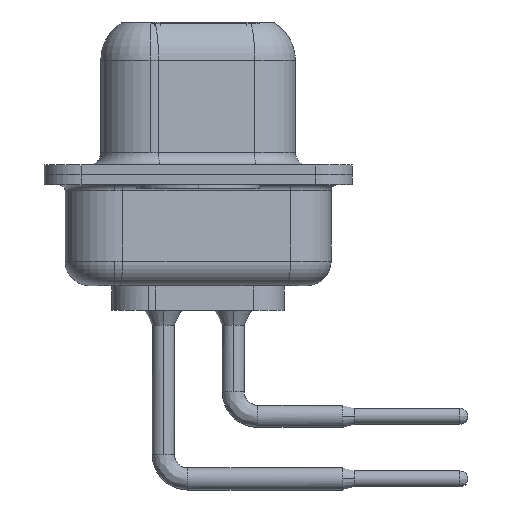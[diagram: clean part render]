
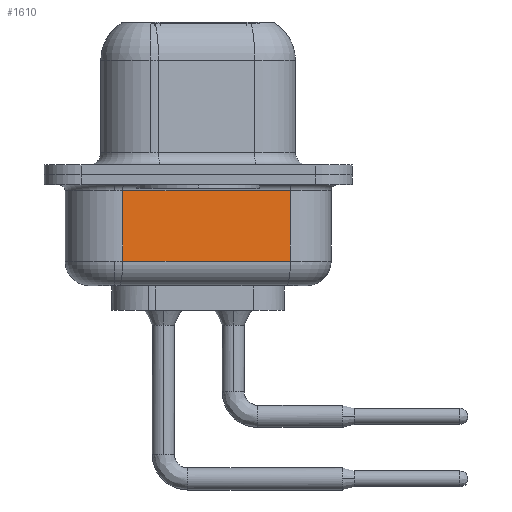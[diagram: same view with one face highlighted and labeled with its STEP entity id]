
A CAD part, left-side view. The second image highlights one B-rep face of the part: STEP entity #1610.
In plain terms, the highlighted planar face has unit normal (-0.985, -0.174, 0).
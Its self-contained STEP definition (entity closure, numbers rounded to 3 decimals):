
#242 = DIRECTION ( 'NONE',  ( -0.174, 0.985, 0. ) ) ;
#1472 = VECTOR ( 'NONE', #3710, 1000. ) ;
#1508 = VERTEX_POINT ( 'NONE', #11721 ) ;
#1610 = ADVANCED_FACE ( 'NONE', ( #7306 ), #2044, .F. ) ;
#1934 = EDGE_CURVE ( 'NONE', #7884, #1508, #8652, .T. ) ;
#2044 = PLANE ( 'NONE',  #3435 ) ;
#2124 = CARTESIAN_POINT ( 'NONE',  ( 2.88, 3.053, -4.5 ) ) ;
#3435 = AXIS2_PLACEMENT_3D ( 'NONE', #2124, #5579, #5535 ) ;
#3710 = DIRECTION ( 'NONE',  ( 0., 0., 1. ) ) ;
#3839 = CARTESIAN_POINT ( 'NONE',  ( 4.079, -3.747, -0.65 ) ) ;
#4251 = EDGE_CURVE ( 'NONE', #10415, #1508, #9574, .T. ) ;
#4270 = CARTESIAN_POINT ( 'NONE',  ( 4.079, -3.747, -3.5 ) ) ;
#5300 = CARTESIAN_POINT ( 'NONE',  ( 2.88, 3.053, -3.5 ) ) ;
#5535 = DIRECTION ( 'NONE',  ( -0.174, 0.985, 0. ) ) ;
#5579 = DIRECTION ( 'NONE',  ( 0.985, 0.174, 0. ) ) ;
#5671 = VERTEX_POINT ( 'NONE', #4270 ) ;
#5754 = VECTOR ( 'NONE', #242, 1000. ) ;
#5922 = CARTESIAN_POINT ( 'NONE',  ( 2.88, 3.053, -3.5 ) ) ;
#6245 = CARTESIAN_POINT ( 'NONE',  ( 2.88, 3.053, -0.65 ) ) ;
#6395 = EDGE_CURVE ( 'NONE', #5671, #7884, #10044, .T. ) ;
#6705 = VECTOR ( 'NONE', #7350, 1000. ) ;
#6850 = ORIENTED_EDGE ( 'NONE', *, *, #1934, .T. ) ;
#6854 = VECTOR ( 'NONE', #12354, 1000. ) ;
#7245 = ORIENTED_EDGE ( 'NONE', *, *, #4251, .F. ) ;
#7306 = FACE_OUTER_BOUND ( 'NONE', #9014, .T. ) ;
#7350 = DIRECTION ( 'NONE',  ( 0., 0., 1. ) ) ;
#7707 = ORIENTED_EDGE ( 'NONE', *, *, #6395, .T. ) ;
#7884 = VERTEX_POINT ( 'NONE', #3839 ) ;
#8652 = LINE ( 'NONE', #6245, #5754 ) ;
#9014 = EDGE_LOOP ( 'NONE', ( #7245, #10578, #7707, #6850 ) ) ;
#9574 = LINE ( 'NONE', #13787, #6705 ) ;
#10044 = LINE ( 'NONE', #11248, #1472 ) ;
#10415 = VERTEX_POINT ( 'NONE', #5300 ) ;
#10578 = ORIENTED_EDGE ( 'NONE', *, *, #13076, .T. ) ;
#11248 = CARTESIAN_POINT ( 'NONE',  ( 4.079, -3.747, -4.5 ) ) ;
#11721 = CARTESIAN_POINT ( 'NONE',  ( 2.88, 3.053, -0.65 ) ) ;
#11888 = LINE ( 'NONE', #5922, #6854 ) ;
#12354 = DIRECTION ( 'NONE',  ( 0.174, -0.985, 0. ) ) ;
#13076 = EDGE_CURVE ( 'NONE', #10415, #5671, #11888, .T. ) ;
#13787 = CARTESIAN_POINT ( 'NONE',  ( 2.88, 3.053, -4.5 ) ) ;
